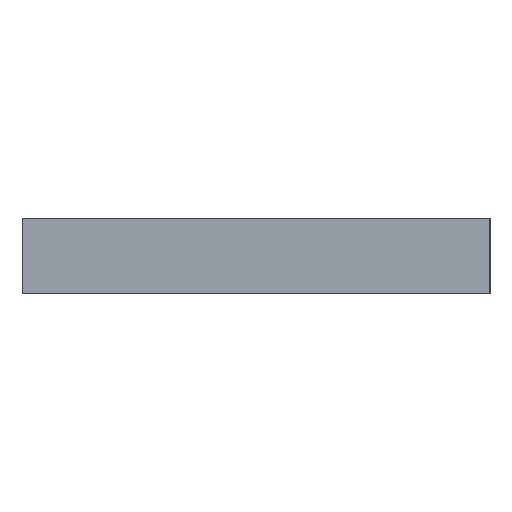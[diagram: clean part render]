
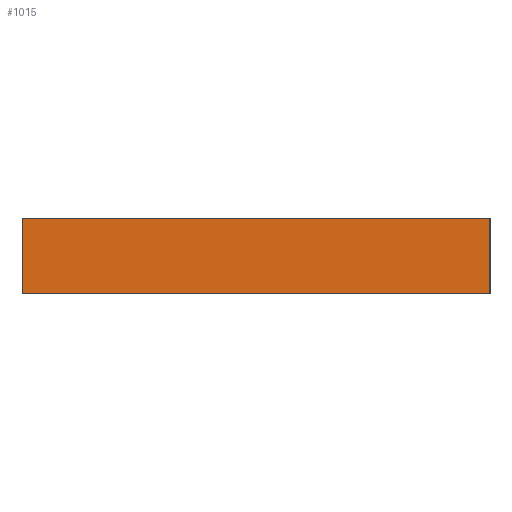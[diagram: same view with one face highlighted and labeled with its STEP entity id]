
A CAD part, left-side view. The second image highlights one B-rep face of the part: STEP entity #1015.
In plain terms, the highlighted planar face has unit normal (-1, 0, 0).
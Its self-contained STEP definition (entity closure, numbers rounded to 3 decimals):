
#16 = VECTOR ( 'NONE', #700, 1000. ) ;
#19 = LINE ( 'NONE', #694, #16 ) ;
#20 = VECTOR ( 'NONE', #704, 1000. ) ;
#26 = LINE ( 'NONE', #712, #20 ) ;
#99 = FACE_OUTER_BOUND ( 'NONE', #454, .T. ) ;
#145 = VECTOR ( 'NONE', #563, 1000. ) ;
#149 = LINE ( 'NONE', #573, #145 ) ;
#186 = VECTOR ( 'NONE', #564, 1000. ) ;
#197 = LINE ( 'NONE', #770, #186 ) ;
#237 = ORIENTED_EDGE ( 'NONE', *, *, #970, .F. ) ;
#255 = ORIENTED_EDGE ( 'NONE', *, *, #930, .T. ) ;
#260 = ORIENTED_EDGE ( 'NONE', *, *, #884, .T. ) ;
#351 = ORIENTED_EDGE ( 'NONE', *, *, #924, .F. ) ;
#431 = VERTEX_POINT ( 'NONE', #661 ) ;
#444 = VERTEX_POINT ( 'NONE', #676 ) ;
#454 = EDGE_LOOP ( 'NONE', ( #260, #351, #237, #255 ) ) ;
#456 = VERTEX_POINT ( 'NONE', #633 ) ;
#473 = VERTEX_POINT ( 'NONE', #636 ) ;
#563 = DIRECTION ( 'NONE',  ( 0., -1., 0. ) ) ;
#564 = DIRECTION ( 'NONE',  ( 0., -1., 0. ) ) ;
#573 = CARTESIAN_POINT ( 'NONE',  ( 0., 62., 10. ) ) ;
#633 = CARTESIAN_POINT ( 'NONE',  ( 0., 62., 0. ) ) ;
#636 = CARTESIAN_POINT ( 'NONE',  ( 0., 0., 10. ) ) ;
#661 = CARTESIAN_POINT ( 'NONE',  ( 0., 0., 0. ) ) ;
#676 = CARTESIAN_POINT ( 'NONE',  ( 0., 62., 10. ) ) ;
#694 = CARTESIAN_POINT ( 'NONE',  ( 0., 62., 10. ) ) ;
#700 = DIRECTION ( 'NONE',  ( 0., 0., -1. ) ) ;
#704 = DIRECTION ( 'NONE',  ( 0., 0., -1. ) ) ;
#712 = CARTESIAN_POINT ( 'NONE',  ( 0., 0., 10. ) ) ;
#770 = CARTESIAN_POINT ( 'NONE',  ( 0., 62., 0. ) ) ;
#779 = PLANE ( 'NONE',  #880 ) ;
#786 = DIRECTION ( 'NONE',  ( 0., 0., -1. ) ) ;
#833 = CARTESIAN_POINT ( 'NONE',  ( 0., 62., 10. ) ) ;
#835 = DIRECTION ( 'NONE',  ( 1., 0., 0. ) ) ;
#880 = AXIS2_PLACEMENT_3D ( 'NONE', #833, #835, #786 ) ;
#884 = EDGE_CURVE ( 'NONE', #456, #431, #197, .T. ) ;
#924 = EDGE_CURVE ( 'NONE', #473, #431, #26, .T. ) ;
#930 = EDGE_CURVE ( 'NONE', #444, #456, #19, .T. ) ;
#970 = EDGE_CURVE ( 'NONE', #444, #473, #149, .T. ) ;
#1015 = ADVANCED_FACE ( 'NONE', ( #99 ), #779, .F. ) ;
